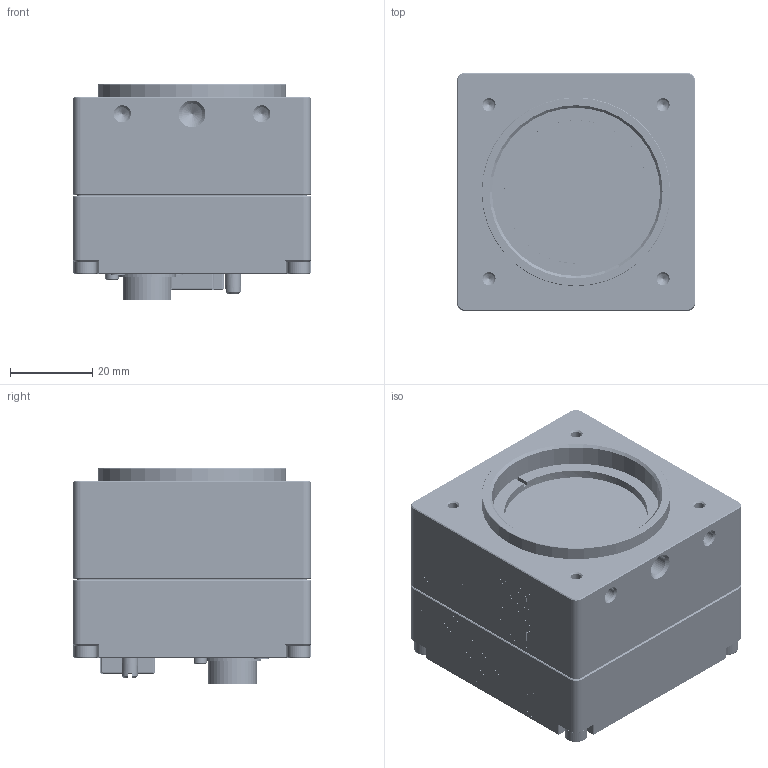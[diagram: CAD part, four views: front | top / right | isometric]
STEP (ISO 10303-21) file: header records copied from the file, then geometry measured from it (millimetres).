
FILE_DESCRIPTION (( 'STEP AP214' ), '1' );
FILE_NAME ('F002159-01001 EXO342CGE PoE.STEP', '2021-11-15T15:46:00', ( '' ), ( '' ), 'SwSTEP 2.0', 'SolidWorks 2021', '' );
FILE_SCHEMA (( 'AUTOMOTIVE_DESIGN' ));
Length unit declared in the file: millimetre
Products named in the file (16): E004001-01001 Filter IR-Cut 680nm d40,5; E003311-01001 IMX342 LLA-C Sensor mit Glaswegskomp; E002736-03001 Frontplatte EXO342, 367, 387 Fertigteil - lackiert und Tampondruck_EXO Frontplatte IMX Tracer; E002086-00000 M2x3 FK; N000099-00000 Zylinderstift ISO 2338 1_5m6 x 8 Edelstahl; E010288-00000 Gigabit-Ethernet Jack MOD-YSJ88D03C+; IMX342 LLA-C Body mit Glaswegskomp; IMX342 Glas 07; E002400-03001 Montage Flansch HRS10A; N000031-00000 SCHRAUBE M2x4 Torx ISO14583_M2x04; N000091-00000 Schraube M3x20 DIN912 - A2 Inbus_DIN 912 M 3 x20; E002082 Lichtleiter Mentor 1282.2000; F002159-01001 EXO342CGE PoE; E002226-01001 Filterhalter M42 2mm; HRS10A-12R-12PB(71)_tr; E006126-02001 Rückplatte exo 342xGE PoE Fertigteil - lackiert und Tampondruck
Assembly tree (22 placements, depth 3):
  F002159-01001 EXO342CGE PoE
    E002736-03001 Frontplatte EXO342, 367, 387 Fertigteil - lackiert und Tampondruck_EXO Frontplatte IMX Tracer
    E006126-02001 Rückplatte exo 342xGE PoE Fertigteil - lackiert und Tampondruck
    E003311-01001 IMX342 LLA-C Sensor mit Glaswegskomp
      IMX342 LLA-C Body mit Glaswegskomp
      IMX342 Glas 07
    HRS10A-12R-12PB(71)_tr
    E002082 Lichtleiter Mentor 1282.2000
    E004001-01001 Filter IR-Cut 680nm d40,5
    E002226-01001 Filterhalter M42 2mm
    N000099-00000 Zylinderstift ISO 2338 1_5m6 x 8 Edelstahl  x2
    N000091-00000 Schraube M3x20 DIN912 - A2 Inbus_DIN 912 M 3 x20  x4
    N000031-00000 SCHRAUBE M2x4 Torx ISO14583_M2x04  x2
    E002086-00000 M2x3 FK  x3
    E002400-03001 Montage Flansch HRS10A
    E010288-00000 Gigabit-Ethernet Jack MOD-YSJ88D03C+
Bounding box: 58 x 58 x 52.5 mm (x, y, z)
Volume: 64773.1 mm3; surface area: 52693.6 mm2
Topology: 33 solids, 58 shells, 5049 faces, 11790 edges, 7653 vertices
Faces by surface type: plane 2771, cylinder 1250, bspline 606, torus 242, cone 168, sphere 12
Full cylindrical faces by diameter (mm): 0.46 x236, 0.6 x236, 0.8 x24, 1.4 x236, 1.5 x8, 1.6 x16, 2 x10, 2.1 x4, 2.2 x4, 2.4 x2, 2.5 x8, 2.8 x1, 2.85 x1, 3 x4, 3.2 x5, 3.3 x4, 3.5 x3, 3.8 x2, 4 x4, 5.105 x1, 5.5 x4, 9 x1, 11 x1, 11.8 x1, 14 x1, 15 x1, 35 x2, 40.5 x1, 41 x1, 42 x1
Entity records: 188993 total; most frequent: CARTESIAN_POINT 33929, ORIENTED_EDGE 20548, DIRECTION 20068, EDGE_CURVE 10298, VERTEX_POINT 7413, EDGE_LOOP 7023, AXIS2_PLACEMENT_3D 6952, VECTOR 6164
